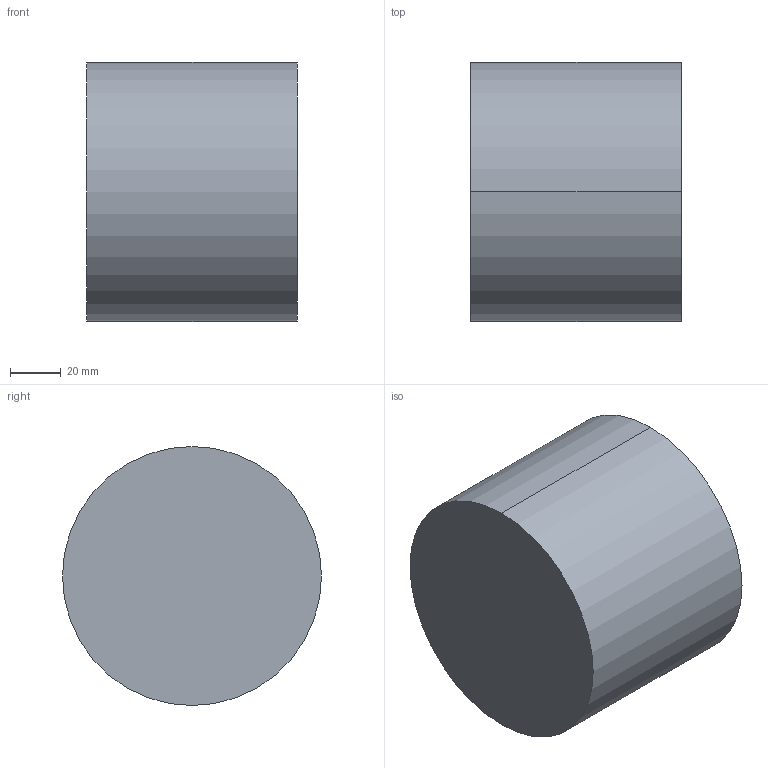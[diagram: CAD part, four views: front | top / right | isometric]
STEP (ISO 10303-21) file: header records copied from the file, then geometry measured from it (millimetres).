
FILE_DESCRIPTION (( 'STEP AP214' ), '1' );
FILE_NAME ('PSA-4.STEP', '2020-10-27T00:55:00', ( '' ), ( '' ), 'SwSTEP 2.0', 'SolidWorks 2019', '' );
FILE_SCHEMA (( 'AUTOMOTIVE_DESIGN' ));
Length unit declared in the file: inch
Products named in the file (1): PSA-4
Bounding box: 82.55 x 101.6 x 101.6 mm (x, y, z)
Volume: 669259.2 mm3; surface area: 42563.4 mm2
Topology: 1 solids, 1 shells, 36 faces, 246 edges, 244 vertices
Faces by surface type: plane 34, cylinder 2
Entity records: 3693 total; most frequent: CARTESIAN_POINT 1768, ORIENTED_EDGE 492, EDGE_CURVE 246, VERTEX_POINT 244, DIRECTION 243, VECTOR 161, LINE 161, B_SPLINE_CURVE_WITH_KNOTS 81
